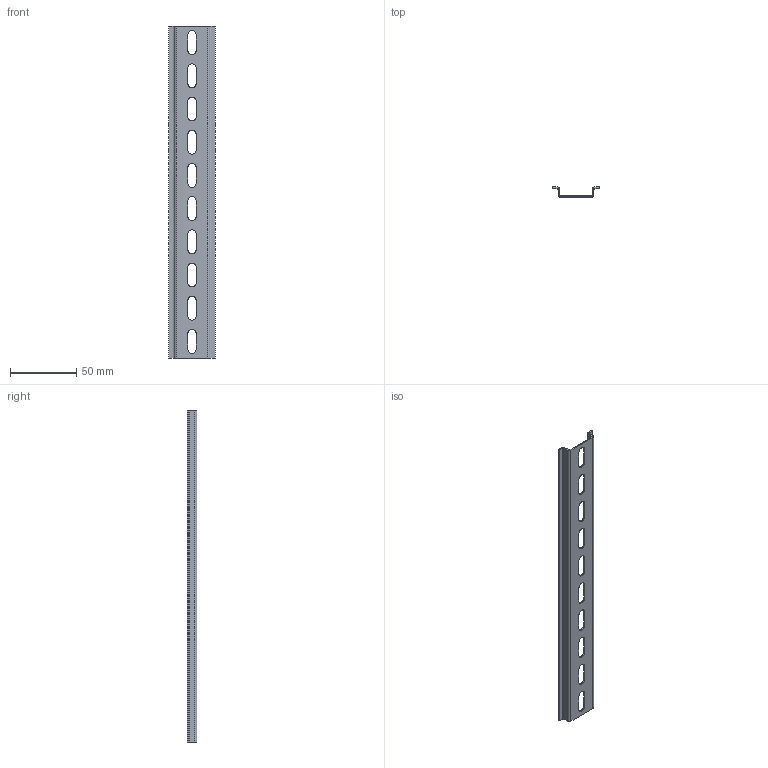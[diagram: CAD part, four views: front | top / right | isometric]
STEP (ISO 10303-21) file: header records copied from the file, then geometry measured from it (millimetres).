
FILE_DESCRIPTION (( 'STEP AP203' ), '1' );
FILE_NAME ('DN-R35S-250-4_Default.step', '2025-05-07T16:38:32', ( 'Windows User' ), ( 'AUTOMATION DIRECT' ), 'SwSTEP 2.0', 'SolidWorks 2024', '' );
FILE_SCHEMA (( 'CONFIG_CONTROL_DESIGN' ));
Length unit declared in the file: millimetre
Products named in the file (1): DN-R35S-250-4_Default
Bounding box: 35 x 7.5 x 250 mm (x, y, z)
Volume: 10393.2 mm3; surface area: 21809.9 mm2
Topology: 1 solids, 1 shells, 62 faces, 180 edges, 120 vertices
Faces by surface type: plane 34, cylinder 28
Entity records: 2177 total; most frequent: CARTESIAN_POINT 363, DIRECTION 362, ORIENTED_EDGE 360, EDGE_CURVE 180, VECTOR 124, LINE 124, VERTEX_POINT 120, AXIS2_PLACEMENT_3D 119
